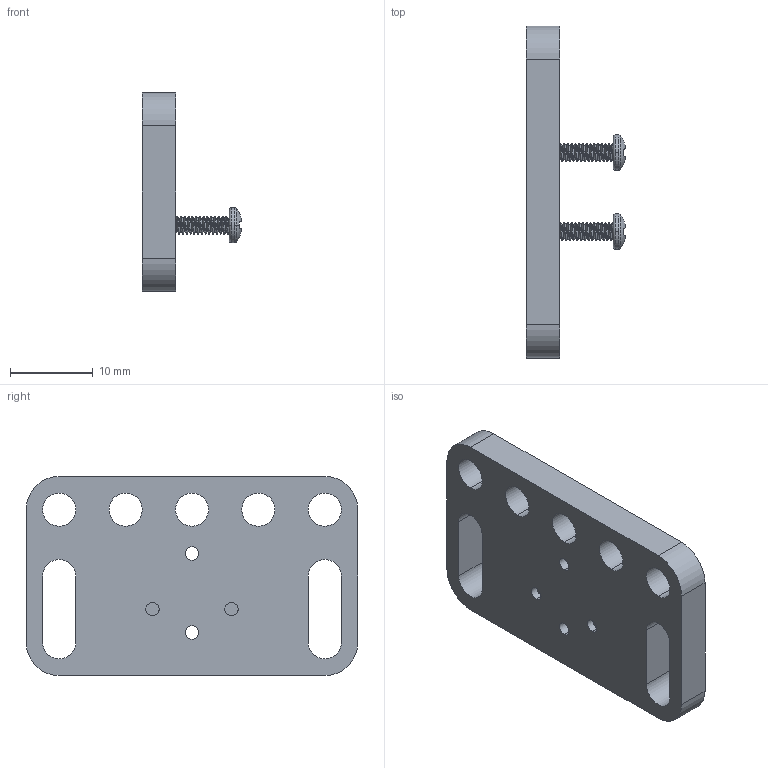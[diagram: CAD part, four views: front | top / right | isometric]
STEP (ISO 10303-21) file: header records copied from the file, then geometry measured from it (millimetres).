
FILE_DESCRIPTION (( 'STEP AP203' ), '1' );
FILE_NAME ('1207-0032-0002 assembly.STEP', '2020-02-11T17:25:21', ( '' ), ( '' ), 'SwSTEP 2.0', 'SolidWorks 2016', '' );
FILE_SCHEMA (( 'CONFIG_CONTROL_DESIGN' ));
Length unit declared in the file: millimetre
Products named in the file (3): 1207-0032-0002; 90272A079_90272A079; 1207-0032-0002 assembly
Assembly tree (3 placements, depth 2):
  1207-0032-0002 assembly
    1207-0032-0002
    90272A079_90272A079  x2
Bounding box: 11.95 x 40 x 24 mm (x, y, z)
Volume: 3223.5 mm3; surface area: 2909.8 mm2
Topology: 3 solids, 3 shells, 352 faces, 1022 edges, 678 vertices
Faces by surface type: cylinder 268, plane 48, cone 18, torus 8, bspline 6, sphere 4
Entity records: 8569 total; most frequent: CARTESIAN_POINT 3677, ORIENTED_EDGE 1130, DIRECTION 821, EDGE_CURVE 565, VERTEX_POINT 375, AXIS2_PLACEMENT_3D 309, EDGE_LOOP 218, VECTOR 203
